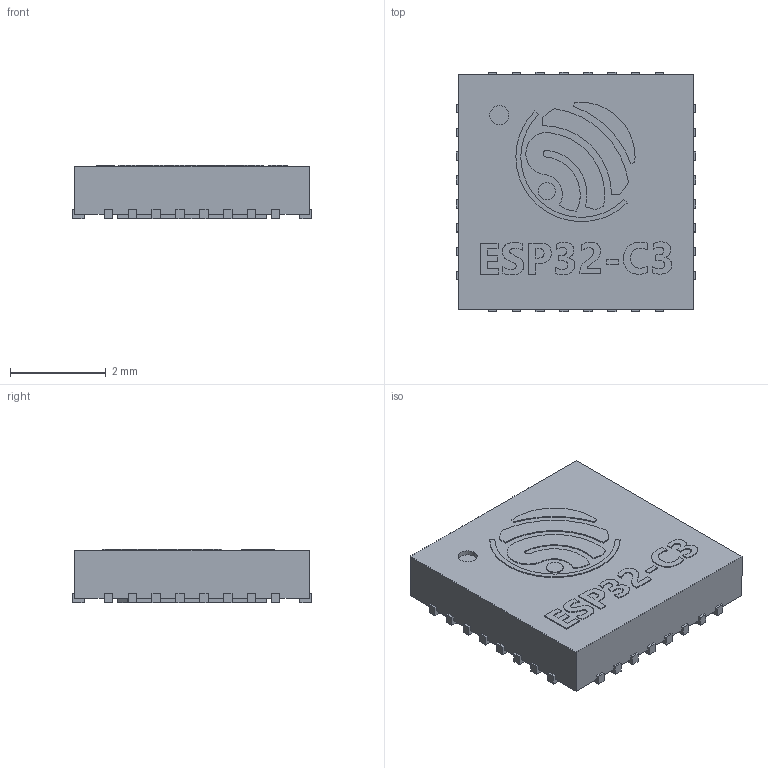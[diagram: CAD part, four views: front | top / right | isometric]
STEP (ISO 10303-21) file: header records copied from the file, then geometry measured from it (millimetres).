
FILE_DESCRIPTION (( 'STEP AP214' ), '1' );
FILE_NAME ('User Library-ESP32-C3-SOC.STEP', '2021-10-22T18:06:19', ( '' ), ( '' ), 'SwSTEP 2.0', 'SolidWorks 2021', '' );
FILE_SCHEMA (( 'AUTOMOTIVE_DESIGN' ));
Length unit declared in the file: millimetre
Products named in the file (1): User Library-ESP32-C3-SOC
Bounding box: 5 x 5 x 1.12 mm (x, y, z)
Volume: 25.2 mm3; surface area: 80 mm2
Topology: 6 solids, 6 shells, 432 faces, 1227 edges, 818 vertices
Faces by surface type: plane 277, bspline 119, cylinder 36
Entity records: 17492 total; most frequent: CARTESIAN_POINT 4633, ORIENTED_EDGE 2454, DIRECTION 1689, EDGE_CURVE 1227, LINE 917, VECTOR 917, VERTEX_POINT 818, EDGE_LOOP 443
